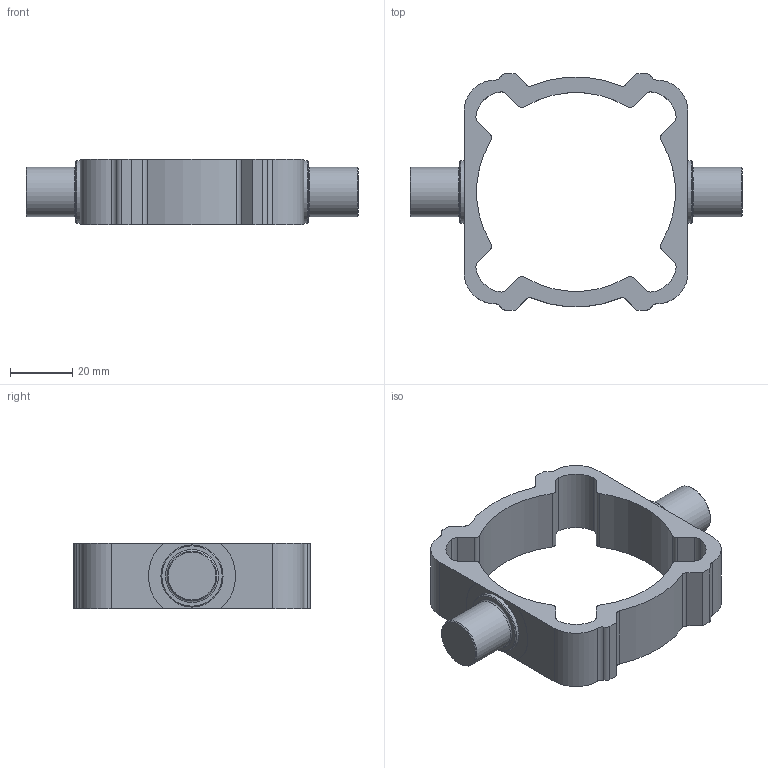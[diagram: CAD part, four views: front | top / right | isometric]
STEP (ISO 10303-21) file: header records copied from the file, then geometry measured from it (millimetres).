
FILE_DESCRIPTION(/* description */ (''),/* implementation_level */ '2;1');
FILE_NAME(/* name */ '1390_50_12F.stp',/* time_stamp */ '2016-03-03T11:19:52+01:00',/* author */ ('Maniean1'),/* organization */ ('Pneumax S.p.A.'),/* preprocessor_version */ 'ST-DEVELOPER v15.2',/* originating_system */ 'Autodesk Inventor 2014',/* authorisation */ '');
FILE_SCHEMA (('AUTOMOTIVE_DESIGN { 1 0 10303 214 3 1 1 }'));
Length unit declared in the file: millimetre
Products named in the file (1): 1390_50_12F
Bounding box: 106.8 x 76 x 21 mm (x, y, z)
Volume: 37260.7 mm3; surface area: 17463.9 mm2
Topology: 1 solids, 3 shells, 94 faces, 252 edges, 164 vertices
Faces by surface type: cylinder 54, plane 28, cone 8, torus 4
Full cylindrical faces by diameter (mm): 13.5 x2, 13.6 x2, 16 x2, 20 x2
Entity records: 2984 total; most frequent: DIRECTION 534, CARTESIAN_POINT 483, ORIENTED_EDGE 456, EDGE_CURVE 228, AXIS2_PLACEMENT_3D 211, VERTEX_POINT 160, EDGE_LOOP 120, CIRCLE 116
